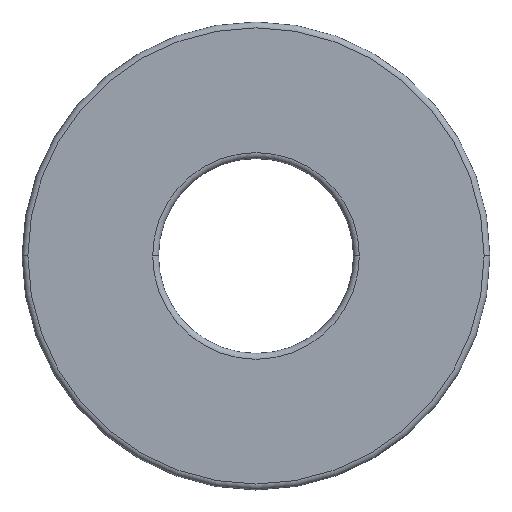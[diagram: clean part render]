
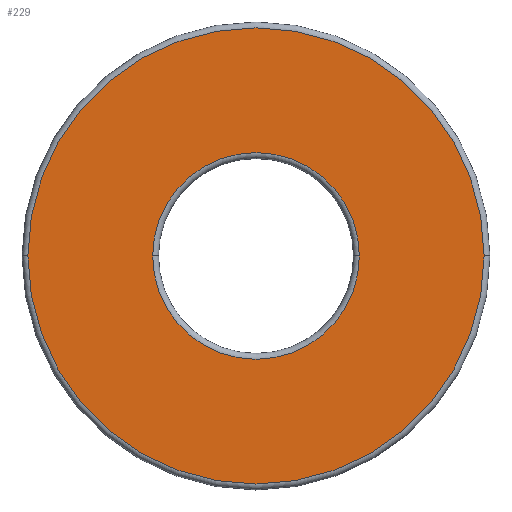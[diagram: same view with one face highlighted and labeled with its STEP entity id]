
A CAD part, top view. The second image highlights one B-rep face of the part: STEP entity #229.
In plain terms, the highlighted planar face has unit normal (0, 0, 1).
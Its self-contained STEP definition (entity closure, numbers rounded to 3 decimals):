
#11 = DIRECTION ( 'NONE',  ( 0., 0., 1. ) ) ;
#14 = DIRECTION ( 'NONE',  ( 0., 0., 1. ) ) ;
#28 = DIRECTION ( 'NONE',  ( 0., 0., 1. ) ) ;
#30 = CIRCLE ( 'NONE', #45, 2.65 ) ;
#37 = VERTEX_POINT ( 'NONE', #129 ) ;
#45 = AXIS2_PLACEMENT_3D ( 'NONE', #56, #419, #418 ) ;
#46 = EDGE_CURVE ( 'NONE', #37, #136, #30, .T. ) ;
#56 = CARTESIAN_POINT ( 'NONE',  ( 0., 0., 1.5 ) ) ;
#87 = CIRCLE ( 'NONE', #246, 5.85 ) ;
#103 = ORIENTED_EDGE ( 'NONE', *, *, #105, .T. ) ;
#105 = EDGE_CURVE ( 'NONE', #148, #265, #87, .T. ) ;
#129 = CARTESIAN_POINT ( 'NONE',  ( -2.65, 0., 1.5 ) ) ;
#136 = VERTEX_POINT ( 'NONE', #409 ) ;
#144 = AXIS2_PLACEMENT_3D ( 'NONE', #351, #164, #386 ) ;
#147 = PLANE ( 'NONE',  #352 ) ;
#148 = VERTEX_POINT ( 'NONE', #413 ) ;
#153 = CARTESIAN_POINT ( 'NONE',  ( -5.85, 0., 1.5 ) ) ;
#164 = DIRECTION ( 'NONE',  ( 0., 0., -1. ) ) ;
#170 = EDGE_CURVE ( 'NONE', #136, #37, #279, .T. ) ;
#176 = EDGE_CURVE ( 'NONE', #265, #148, #365, .T. ) ;
#205 = AXIS2_PLACEMENT_3D ( 'NONE', #232, #28, #263 ) ;
#207 = EDGE_LOOP ( 'NONE', ( #103, #357 ) ) ;
#219 = CARTESIAN_POINT ( 'NONE',  ( 0., 0., 1.5 ) ) ;
#222 = CARTESIAN_POINT ( 'NONE',  ( 0., 0., 1.5 ) ) ;
#229 = ADVANCED_FACE ( 'NONE', ( #328, #421 ), #147, .T. ) ;
#232 = CARTESIAN_POINT ( 'NONE',  ( 0., 0., 1.5 ) ) ;
#237 = EDGE_LOOP ( 'NONE', ( #322, #312 ) ) ;
#246 = AXIS2_PLACEMENT_3D ( 'NONE', #222, #14, #251 ) ;
#248 = DIRECTION ( 'NONE',  ( 1., 0., 0. ) ) ;
#251 = DIRECTION ( 'NONE',  ( 1., 0., 0. ) ) ;
#263 = DIRECTION ( 'NONE',  ( 1., 0., 0. ) ) ;
#265 = VERTEX_POINT ( 'NONE', #153 ) ;
#279 = CIRCLE ( 'NONE', #144, 2.65 ) ;
#312 = ORIENTED_EDGE ( 'NONE', *, *, #46, .T. ) ;
#322 = ORIENTED_EDGE ( 'NONE', *, *, #170, .T. ) ;
#328 = FACE_BOUND ( 'NONE', #237, .T. ) ;
#351 = CARTESIAN_POINT ( 'NONE',  ( 0., 0., 1.5 ) ) ;
#352 = AXIS2_PLACEMENT_3D ( 'NONE', #219, #11, #248 ) ;
#357 = ORIENTED_EDGE ( 'NONE', *, *, #176, .T. ) ;
#365 = CIRCLE ( 'NONE', #205, 5.85 ) ;
#386 = DIRECTION ( 'NONE',  ( 1., 0., 0. ) ) ;
#409 = CARTESIAN_POINT ( 'NONE',  ( 2.65, 0., 1.5 ) ) ;
#413 = CARTESIAN_POINT ( 'NONE',  ( 5.85, 0., 1.5 ) ) ;
#418 = DIRECTION ( 'NONE',  ( 1., 0., 0. ) ) ;
#419 = DIRECTION ( 'NONE',  ( 0., 0., -1. ) ) ;
#421 = FACE_OUTER_BOUND ( 'NONE', #207, .T. ) ;
